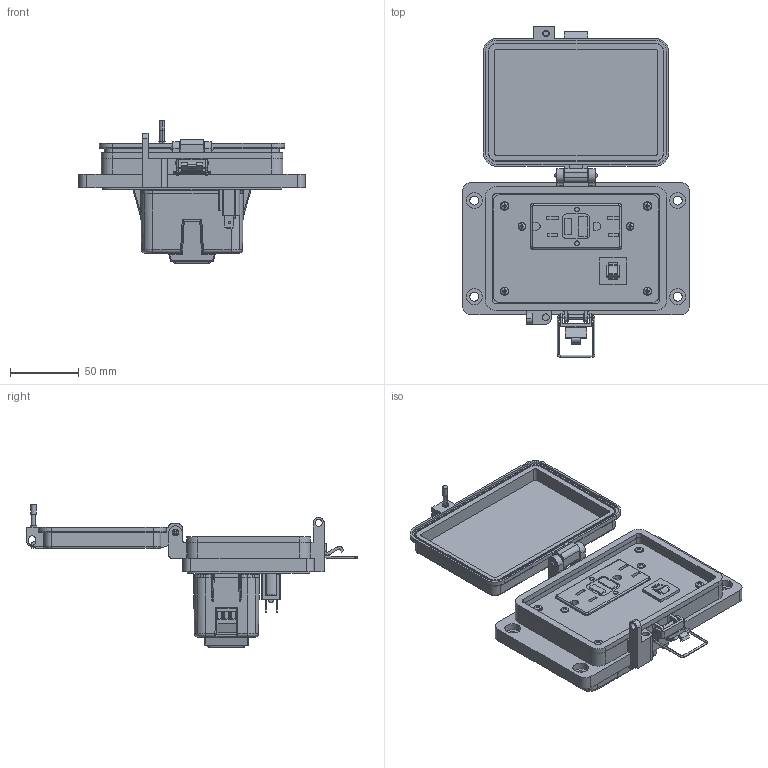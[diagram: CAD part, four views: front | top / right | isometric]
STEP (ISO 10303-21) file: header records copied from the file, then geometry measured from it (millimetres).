
FILE_DESCRIPTION (( 'STEP AP203' ), '1' );
FILE_NAME ('P-XX-M5RF5_3D.STEP', '2022-09-16T17:27:48', ( '' ), ( '' ), 'SwSTEP 2.0', 'SolidWorks 2021', '' );
FILE_SCHEMA (( 'CONFIG_CONTROL_DESIGN' ));
Products named in the file (13): CBX; Z-120-RIOF-SHELL_WOE; Z-200-OTLT-GFIH-15A_sheared; Z-H-M2_B; -M2; Z-CB-SM; P-XX-M2RF5_BP180_1; RF_WOE; P-XX-M5RF5_3D; 92005A124_METRIC PAN HEAD PHILLIPS MACHINE SCREW_92005A124; Z-200-OTLT-RIOF-15A_WOE; P-XX-M2RF5_FP060_1; Z-000-4-201_2PPHPLST_90380A110
Assembly tree (16 placements, depth 4):
  P-XX-M5RF5_3D
    -M2
      Z-H-M2_B
    P-XX-M2RF5_BP180_1
    P-XX-M2RF5_FP060_1
    RF_WOE
      Z-200-OTLT-RIOF-15A_WOE
        Z-120-RIOF-SHELL_WOE
        Z-200-OTLT-GFIH-15A_sheared
    Z-000-4-201_2PPHPLST_90380A110  x2
    CBX
      Z-CB-SM
    92005A124_METRIC PAN HEAD PHILLIPS MACHINE SCREW_92005A124  x4
Bounding box: 164.96 x 240.59 x 103.95 mm (x, y, z)
Volume: 357526 mm3; surface area: 225108.2 mm2
Topology: 37 solids, 43 shells, 5402 faces, 14078 edges, 8919 vertices
Faces by surface type: plane 2104, cylinder 1925, bspline 1098, cone 136, torus 77, sphere 62
Entity records: 201582 total; most frequent: CARTESIAN_POINT 95337, ORIENTED_EDGE 24354, DIRECTION 17825, EDGE_CURVE 12177, VERTEX_POINT 7667, LINE 6971, VECTOR 6971, AXIS2_PLACEMENT_3D 5427
